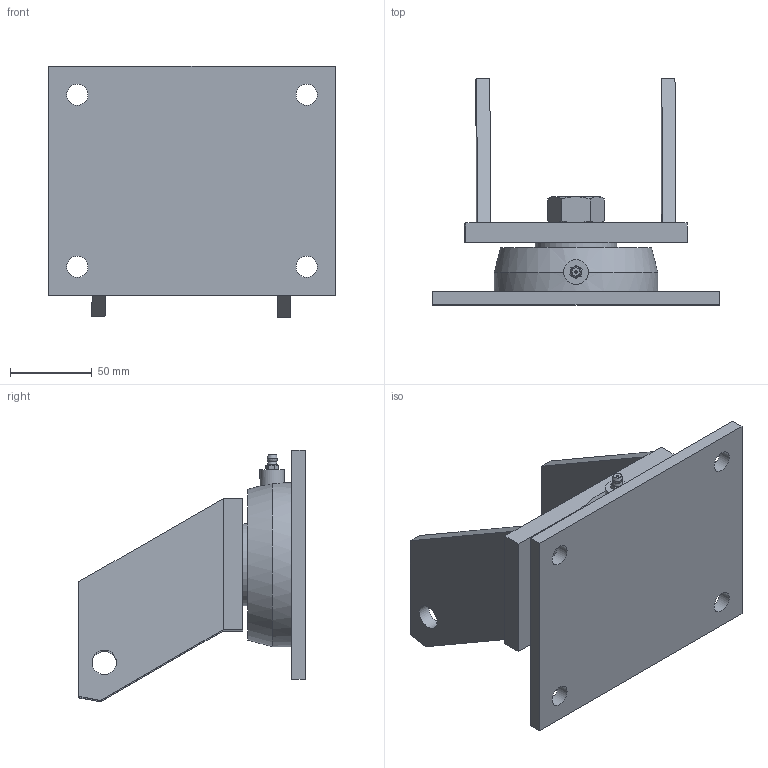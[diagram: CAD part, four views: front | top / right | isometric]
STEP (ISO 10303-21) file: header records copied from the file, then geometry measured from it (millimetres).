
FILE_DESCRIPTION (( 'STEP AP203' ), '1' );
FILE_NAME ('0018559_HD-L-125-3.STEP', '2017-06-20T14:06:16', ( '' ), ( '' ), 'SwSTEP 2.0', 'SolidWorks 2016', '' );
FILE_SCHEMA (( 'CONFIG_CONTROL_DESIGN' ));
Length unit declared in the file: millimetre
Products named in the file (5): HD-L-125-3_Grundplatte; DIN934-M20-m16-SO; Schmiernippel_M6x1; HD-L-125-3_Gabel; 0018559_HD-L-125-3
Assembly tree (4 placements, depth 2):
  0018559_HD-L-125-3
    HD-L-125-3_Grundplatte
    HD-L-125-3_Gabel
    DIN934-M20-m16-SO
    Schmiernippel_M6x1
Bounding box: 175 x 138 x 153.74 mm (x, y, z)
Volume: 653755.8 mm3; surface area: 125984.3 mm2
Topology: 4 solids, 4 shells, 84 faces, 188 edges, 117 vertices
Faces by surface type: plane 48, cone 20, cylinder 14, sphere 2
Full cylindrical faces by diameter (mm): 6 x2, 13 x4, 15 x3, 17.294 x1, 20 x2, 50 x1, 100 x1
Entity records: 2895 total; most frequent: CARTESIAN_POINT 656, DIRECTION 350, ORIENTED_EDGE 314, EDGE_CURVE 157, AXIS2_PLACEMENT_3D 140, EDGE_LOOP 129, VERTEX_POINT 110, FACE_OUTER_BOUND 99
